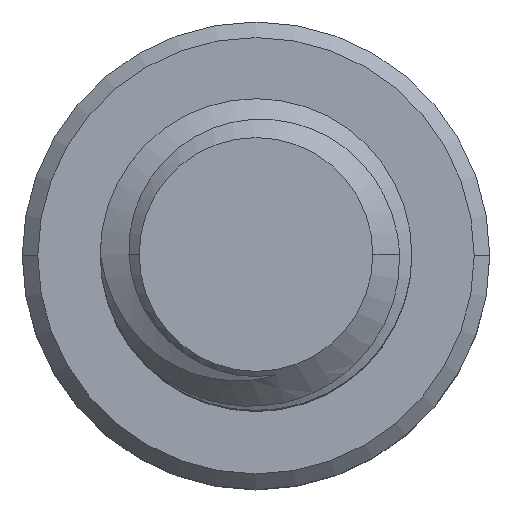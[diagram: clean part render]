
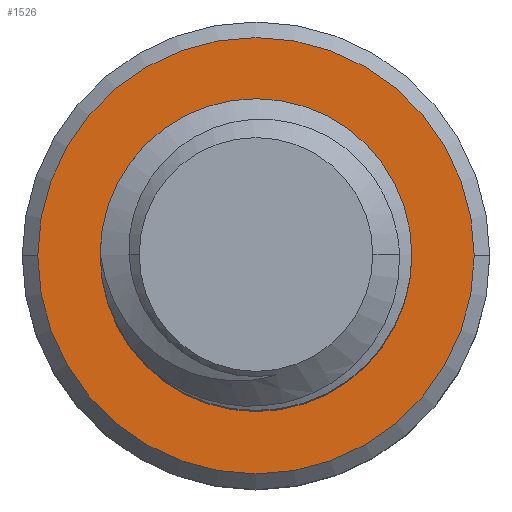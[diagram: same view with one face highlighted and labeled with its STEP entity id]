
A CAD part, top view. The second image highlights one B-rep face of the part: STEP entity #1526.
In plain terms, the highlighted planar face has unit normal (0, 0, 1).
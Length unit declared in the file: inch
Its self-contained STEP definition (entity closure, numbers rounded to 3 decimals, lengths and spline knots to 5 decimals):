
#64 = CARTESIAN_POINT ( 'NONE',  ( 0., 0., -0.875 ) ) ;
#111 = DIRECTION ( 'NONE',  ( 0., 0., 1. ) ) ;
#115 = DIRECTION ( 'NONE',  ( -1., 0., 0. ) ) ;
#263 = CIRCLE ( 'NONE', #3878, 0.14691 ) ;
#271 = ORIENTED_EDGE ( 'NONE', *, *, #4048, .T. ) ;
#309 = CIRCLE ( 'NONE', #3881, 0.1875 ) ;
#331 = ORIENTED_EDGE ( 'NONE', *, *, #4013, .T. ) ;
#337 = ORIENTED_EDGE ( 'NONE', *, *, #4110, .T. ) ;
#360 = CIRCLE ( 'NONE', #3886, 0.2625 ) ;
#397 = CIRCLE ( 'NONE', #3889, 0.2625 ) ;
#609 = FACE_BOUND ( 'NONE', #631, .T. ) ;
#631 = EDGE_LOOP ( 'NONE', ( #966, #964, #337, #746 ) ) ;
#688 = EDGE_LOOP ( 'NONE', ( #271, #331 ) ) ;
#746 = ORIENTED_EDGE ( 'NONE', *, *, #4154, .T. ) ;
#780 = FACE_OUTER_BOUND ( 'NONE', #688, .T. ) ;
#964 = ORIENTED_EDGE ( 'NONE', *, *, #3931, .T. ) ;
#966 = ORIENTED_EDGE ( 'NONE', *, *, #4089, .F. ) ;
#1106 = CARTESIAN_POINT ( 'NONE',  ( 0.15399, -0.03103, -0.875 ) ) ;
#1109 = CARTESIAN_POINT ( 'NONE',  ( 0.12718, -0.08233, -0.875 ) ) ;
#1114 = CARTESIAN_POINT ( 'NONE',  ( 0.14462, -0.05393, -0.875 ) ) ;
#1163 = CARTESIAN_POINT ( 'NONE',  ( 0.16165, 0.01797, -0.875 ) ) ;
#1179 = CARTESIAN_POINT ( 'NONE',  ( 0.10293, -0.10482, -0.875 ) ) ;
#1184 = CARTESIAN_POINT ( 'NONE',  ( 0.14066, -0.06132, -0.875 ) ) ;
#1187 = CARTESIAN_POINT ( 'NONE',  ( 0.15824, -0.01499, -0.875 ) ) ;
#1276 = CARTESIAN_POINT ( 'NONE',  ( 0., 0.1875, -0.875 ) ) ;
#1281 = CARTESIAN_POINT ( 'NONE',  ( 0.15126, -0.03882, -0.875 ) ) ;
#1339 = CARTESIAN_POINT ( 'NONE',  ( 0.12189, 0.12443, -0.875 ) ) ;
#1340 = CARTESIAN_POINT ( 'NONE',  ( 0.10471, 0.14231, -0.875 ) ) ;
#1341 = CARTESIAN_POINT ( 'NONE',  ( 0.16078, 0.03448, -0.875 ) ) ;
#1343 = CARTESIAN_POINT ( 'NONE',  ( 0.15625, 0.05904, -0.875 ) ) ;
#1344 = CARTESIAN_POINT ( 'NONE',  ( 0.07847, 0.16265, -0.875 ) ) ;
#1345 = CARTESIAN_POINT ( 'NONE',  ( 0.14515, 0.09, -0.875 ) ) ;
#1351 = CARTESIAN_POINT ( 'NONE',  ( 0.09834, 0.1478, -0.875 ) ) ;
#1353 = CARTESIAN_POINT ( 'NONE',  ( 0.15968, 0.04283, -0.875 ) ) ;
#1355 = CARTESIAN_POINT ( 'NONE',  ( 0.15392, 0.06693, -0.875 ) ) ;
#1356 = CARTESIAN_POINT ( 'NONE',  ( 0.11646, 0.13063, -0.875 ) ) ;
#1357 = CARTESIAN_POINT ( 'NONE',  ( 0.13684, 0.10473, -0.875 ) ) ;
#1358 = CARTESIAN_POINT ( 'NONE',  ( 0.06394, 0.17064, -0.875 ) ) ;
#1359 = CARTESIAN_POINT ( 'NONE',  ( 0.03277, 0.18246, -0.875 ) ) ;
#1360 = CARTESIAN_POINT ( 'NONE',  ( 0.01665, 0.18611, -0.875 ) ) ;
#1363 = CARTESIAN_POINT ( 'NONE',  ( 0.11619, -0.09457, -0.875 ) ) ;
#1368 = CARTESIAN_POINT ( 'NONE',  ( 0.15975, -0.00671, -0.875 ) ) ;
#1369 = CARTESIAN_POINT ( 'NONE',  ( 0.16144, 0.00973, -0.875 ) ) ;
#1394 = B_SPLINE_CURVE_WITH_KNOTS ( 'NONE', 3,
 ( #1276, #1360, #1359, #1358, #1344, #1351, #1340, #1356, #1339, #1357, #1345, #1355, #1343, #1353, #1341, #1163, #1369, #1368, #1187, #1106, #1281, #1114, #1184, #1109, #1363, #1179 ),
 .UNSPECIFIED., .F., .F.,
 ( 4, 2, 2, 2, 2, 2, 2, 2, 2, 2, 2, 2, 4 ),
 ( 0., 0.00126, 0.00252, 0.00315, 0.00378, 0.00504, 0.00567, 0.0063, 0.00693, 0.00756, 0.00818, 0.00881, 0.01007 ),
 .UNSPECIFIED. ) ;
#1398 = B_SPLINE_CURVE_WITH_KNOTS ( 'NONE', 3,
 ( #1507, #1497, #1496, #1495, #1494, #1493, #1492, #1491, #1490, #1489, #1488, #1487, #1486, #1485, #1484, #1483, #1482, #1481, #1480, #1479, #1478, #1477, #1476, #1475, #1474, #1473 ),
 .UNSPECIFIED., .F., .F.,
 ( 4, 2, 2, 2, 2, 2, 2, 2, 2, 2, 2, 2, 4 ),
 ( 0., 0.00126, 0.00251, 0.00314, 0.00377, 0.0044, 0.00503, 0.00565, 0.00628, 0.00691, 0.00754, 0.0088, 0.01005 ),
 .UNSPECIFIED. ) ;
#1473 = CARTESIAN_POINT ( 'NONE',  ( -0.13137, 0.13379, -0.875 ) ) ;
#1474 = CARTESIAN_POINT ( 'NONE',  ( -0.14214, 0.12103, -0.875 ) ) ;
#1475 = CARTESIAN_POINT ( 'NONE',  ( -0.15116, 0.10696, -0.875 ) ) ;
#1476 = CARTESIAN_POINT ( 'NONE',  ( -0.16527, 0.07712, -0.875 ) ) ;
#1477 = CARTESIAN_POINT ( 'NONE',  ( -0.17025, 0.06097, -0.875 ) ) ;
#1478 = CARTESIAN_POINT ( 'NONE',  ( -0.17408, 0.03654, -0.875 ) ) ;
#1479 = CARTESIAN_POINT ( 'NONE',  ( -0.17477, 0.02832, -0.875 ) ) ;
#1480 = CARTESIAN_POINT ( 'NONE',  ( -0.17498, 0.0117, -0.875 ) ) ;
#1481 = CARTESIAN_POINT ( 'NONE',  ( -0.17448, 0.00334, -0.875 ) ) ;
#1482 = CARTESIAN_POINT ( 'NONE',  ( -0.17231, -0.01304, -0.875 ) ) ;
#1483 = CARTESIAN_POINT ( 'NONE',  ( -0.17065, -0.02111, -0.875 ) ) ;
#1484 = CARTESIAN_POINT ( 'NONE',  ( -0.16617, -0.03703, -0.875 ) ) ;
#1485 = CARTESIAN_POINT ( 'NONE',  ( -0.16331, -0.04493, -0.875 ) ) ;
#1486 = CARTESIAN_POINT ( 'NONE',  ( -0.15657, -0.06009, -0.875 ) ) ;
#1487 = CARTESIAN_POINT ( 'NONE',  ( -0.15267, -0.06738, -0.875 ) ) ;
#1488 = CARTESIAN_POINT ( 'NONE',  ( -0.14386, -0.08139, -0.875 ) ) ;
#1489 = CARTESIAN_POINT ( 'NONE',  ( -0.13889, -0.08816, -0.875 ) ) ;
#1490 = CARTESIAN_POINT ( 'NONE',  ( -0.12799, -0.10069, -0.875 ) ) ;
#1491 = CARTESIAN_POINT ( 'NONE',  ( -0.1221, -0.10646, -0.875 ) ) ;
#1492 = CARTESIAN_POINT ( 'NONE',  ( -0.10943, -0.11704, -0.875 ) ) ;
#1493 = CARTESIAN_POINT ( 'NONE',  ( -0.1026, -0.12188, -0.875 ) ) ;
#1494 = CARTESIAN_POINT ( 'NONE',  ( -0.08113, -0.1346, -0.875 ) ) ;
#1495 = CARTESIAN_POINT ( 'NONE',  ( -0.0657, -0.14068, -0.875 ) ) ;
#1496 = CARTESIAN_POINT ( 'NONE',  ( -0.0331, -0.14778, -0.875 ) ) ;
#1497 = CARTESIAN_POINT ( 'NONE',  ( -0.01663, -0.14867, -0.875 ) ) ;
#1507 = CARTESIAN_POINT ( 'NONE',  ( 0., -0.14691, -0.875 ) ) ;
#1526 = ADVANCED_FACE ( 'NONE', ( #780, #609 ), #1829, .F. ) ;
#1785 = DIRECTION ( 'NONE',  ( -1., 0., 0. ) ) ;
#1786 = DIRECTION ( 'NONE',  ( 0., 0., -1. ) ) ;
#1829 = PLANE ( 'NONE',  #4053 ) ;
#1832 = CARTESIAN_POINT ( 'NONE',  ( 0., 0., -0.875 ) ) ;
#1847 = VERTEX_POINT ( 'NONE', #3398 ) ;
#1915 = VERTEX_POINT ( 'NONE', #2790 ) ;
#1920 = VERTEX_POINT ( 'NONE', #2835 ) ;
#1985 = VERTEX_POINT ( 'NONE', #2786 ) ;
#1995 = VERTEX_POINT ( 'NONE', #2782 ) ;
#2032 = VERTEX_POINT ( 'NONE', #2775 ) ;
#2775 = CARTESIAN_POINT ( 'NONE',  ( 0.2625, 0., -0.875 ) ) ;
#2782 = CARTESIAN_POINT ( 'NONE',  ( 0., 0.1875, -0.875 ) ) ;
#2786 = CARTESIAN_POINT ( 'NONE',  ( -0.13137, 0.13379, -0.875 ) ) ;
#2790 = CARTESIAN_POINT ( 'NONE',  ( 0.10293, -0.10482, -0.875 ) ) ;
#2835 = CARTESIAN_POINT ( 'NONE',  ( 0., -0.14691, -0.875 ) ) ;
#2917 = CARTESIAN_POINT ( 'NONE',  ( 0., 0., -0.875 ) ) ;
#2944 = DIRECTION ( 'NONE',  ( 1., 0., 0. ) ) ;
#2945 = DIRECTION ( 'NONE',  ( 0., 0., -1. ) ) ;
#3003 = DIRECTION ( 'NONE',  ( 0., 0., 1. ) ) ;
#3006 = CARTESIAN_POINT ( 'NONE',  ( 0., 0., -0.875 ) ) ;
#3144 = DIRECTION ( 'NONE',  ( -1., 0., 0. ) ) ;
#3398 = CARTESIAN_POINT ( 'NONE',  ( -0.2625, 0., -0.875 ) ) ;
#3468 = DIRECTION ( 'NONE',  ( 1., 0., 0. ) ) ;
#3477 = DIRECTION ( 'NONE',  ( 0., 0., 1. ) ) ;
#3539 = CARTESIAN_POINT ( 'NONE',  ( 0., 0., -0.875 ) ) ;
#3878 = AXIS2_PLACEMENT_3D ( 'NONE', #2917, #2945, #2944 ) ;
#3881 = AXIS2_PLACEMENT_3D ( 'NONE', #3539, #3477, #3468 ) ;
#3886 = AXIS2_PLACEMENT_3D ( 'NONE', #3006, #3003, #3144 ) ;
#3889 = AXIS2_PLACEMENT_3D ( 'NONE', #64, #111, #115 ) ;
#3931 = EDGE_CURVE ( 'NONE', #1995, #1915, #1394, .T. ) ;
#4013 = EDGE_CURVE ( 'NONE', #2032, #1847, #397, .T. ) ;
#4048 = EDGE_CURVE ( 'NONE', #1847, #2032, #360, .T. ) ;
#4053 = AXIS2_PLACEMENT_3D ( 'NONE', #1832, #1786, #1785 ) ;
#4089 = EDGE_CURVE ( 'NONE', #1995, #1985, #309, .T. ) ;
#4110 = EDGE_CURVE ( 'NONE', #1915, #1920, #263, .T. ) ;
#4154 = EDGE_CURVE ( 'NONE', #1920, #1985, #1398, .T. ) ;
